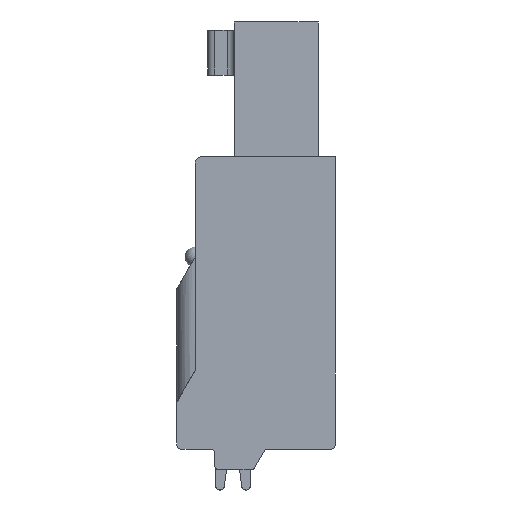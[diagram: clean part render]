
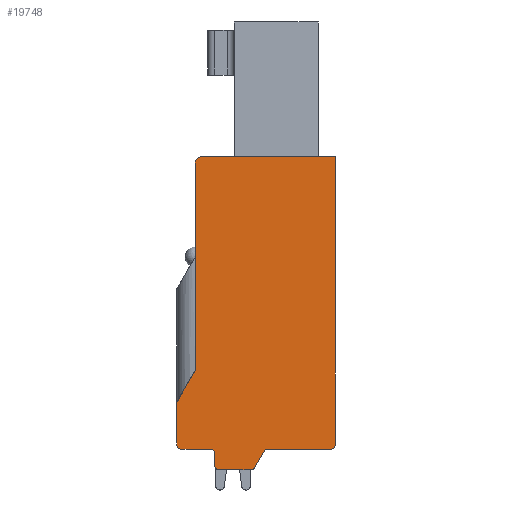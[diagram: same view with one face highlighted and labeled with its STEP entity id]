
A CAD part, front view. The second image highlights one B-rep face of the part: STEP entity #19748.
In plain terms, the highlighted planar face has unit normal (0, -1, 0).
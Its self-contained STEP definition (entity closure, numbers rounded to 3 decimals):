
#2060=DIRECTION('',(0.,0.,-1.));
#2061=VECTOR('',#2060,10.141);
#2062=CARTESIAN_POINT('',(-6.85,0.,-0.3));
#2063=LINE('',#2062,#2061);
#2349=DIRECTION('',(0.,0.,-1.));
#2350=VECTOR('',#2349,2.1);
#2351=CARTESIAN_POINT('',(-7.75,0.,-12.));
#2352=LINE('',#2351,#2350);
#2365=DIRECTION('',(1.,0.,0.));
#2366=VECTOR('',#2365,1.45);
#2367=CARTESIAN_POINT('',(-7.55,0.,-14.3));
#2368=LINE('',#2367,#2366);
#2373=DIRECTION('',(1.,0.,0.));
#2374=VECTOR('',#2373,3.107);
#2375=CARTESIAN_POINT('',(-3.307,0.,-14.3));
#2376=LINE('',#2375,#2374);
#2679=DIRECTION('',(0.,0.,1.));
#2680=VECTOR('',#2679,14.1);
#2681=CARTESIAN_POINT('',(0.,0.,-14.1));
#2682=LINE('',#2681,#2680);
#3346=DIRECTION('',(1.,0.,0.));
#3347=VECTOR('',#3346,6.55);
#3348=CARTESIAN_POINT('',(-6.55,0.,0.));
#3349=LINE('',#3348,#3347);
#3350=CARTESIAN_POINT('',(-0.2,0.,-14.1));
#3351=DIRECTION('',(0.,1.,0.));
#3352=DIRECTION('',(1.,0.,0.));
#3353=AXIS2_PLACEMENT_3D('',#3350,#3351,#3352);
#3355=CARTESIAN_POINT('',(-3.307,0.,-14.5));
#3356=DIRECTION('',(0.,-1.,0.));
#3357=DIRECTION('',(0.,0.,1.));
#3358=AXIS2_PLACEMENT_3D('',#3355,#3356,#3357);
#3360=DIRECTION('',(-0.5,0.,-0.866));
#3361=VECTOR('',#3360,0.924);
#3362=CARTESIAN_POINT('',(-3.48,0.,-14.4));
#3363=LINE('',#3362,#3361);
#3364=CARTESIAN_POINT('',(-4.115,0.,-15.1));
#3365=DIRECTION('',(0.,1.,0.));
#3366=DIRECTION('',(0.866,0.,-0.5));
#3367=AXIS2_PLACEMENT_3D('',#3364,#3365,#3366);
#3369=CARTESIAN_POINT('',(-5.7,0.,-15.1));
#3370=DIRECTION('',(0.,1.,0.));
#3371=DIRECTION('',(0.,0.,-1.));
#3372=AXIS2_PLACEMENT_3D('',#3369,#3370,#3371);
#3374=CARTESIAN_POINT('',(-6.1,0.,-14.5));
#3375=DIRECTION('',(0.,-1.,0.));
#3376=DIRECTION('',(1.,0.,0.));
#3377=AXIS2_PLACEMENT_3D('',#3374,#3375,#3376);
#3379=CARTESIAN_POINT('',(-7.55,0.,-14.1));
#3380=DIRECTION('',(0.,1.,0.));
#3381=DIRECTION('',(0.,0.,-1.));
#3382=AXIS2_PLACEMENT_3D('',#3379,#3380,#3381);
#3384=DIRECTION('',(0.5,0.,0.866));
#3385=VECTOR('',#3384,1.8);
#3386=CARTESIAN_POINT('',(-7.75,0.,-12.));
#3387=LINE('',#3386,#3385);
#3388=CARTESIAN_POINT('',(-6.55,0.,-0.3));
#3389=DIRECTION('',(0.,1.,0.));
#3390=DIRECTION('',(-1.,0.,0.));
#3391=AXIS2_PLACEMENT_3D('',#3388,#3389,#3390);
#3441=DIRECTION('',(0.,0.,-1.));
#3442=VECTOR('',#3441,0.6);
#3443=CARTESIAN_POINT('',(-5.9,0.,-14.5));
#3444=LINE('',#3443,#3442);
#3453=DIRECTION('',(1.,0.,0.));
#3454=VECTOR('',#3453,1.585);
#3455=CARTESIAN_POINT('',(-5.7,0.,-15.3));
#3456=LINE('',#3455,#3454);
#12379=CARTESIAN_POINT('',(-6.85,0.,-0.3));
#12380=VERTEX_POINT('',#12379);
#12381=CARTESIAN_POINT('',(-6.85,0.,-10.441));
#12382=VERTEX_POINT('',#12381);
#12448=CARTESIAN_POINT('',(-7.75,0.,-12.));
#12449=VERTEX_POINT('',#12448);
#12450=CARTESIAN_POINT('',(-7.75,0.,-14.1));
#12451=VERTEX_POINT('',#12450);
#12452=CARTESIAN_POINT('',(-7.55,0.,-14.3));
#12453=VERTEX_POINT('',#12452);
#12454=CARTESIAN_POINT('',(-6.1,0.,-14.3));
#12455=VERTEX_POINT('',#12454);
#12460=CARTESIAN_POINT('',(-3.307,0.,-14.3));
#12461=VERTEX_POINT('',#12460);
#12462=CARTESIAN_POINT('',(-0.2,0.,-14.3));
#12463=VERTEX_POINT('',#12462);
#12520=CARTESIAN_POINT('',(0.,0.,-14.1));
#12521=VERTEX_POINT('',#12520);
#12522=CARTESIAN_POINT('',(0.,0.,0.));
#12523=VERTEX_POINT('',#12522);
#12524=CARTESIAN_POINT('',(-6.55,0.,0.));
#12525=VERTEX_POINT('',#12524);
#12552=CARTESIAN_POINT('',(-3.48,0.,-14.4));
#12553=VERTEX_POINT('',#12552);
#12554=CARTESIAN_POINT('',(-3.942,0.,-15.2));
#12555=VERTEX_POINT('',#12554);
#12556=CARTESIAN_POINT('',(-4.115,0.,-15.3));
#12557=VERTEX_POINT('',#12556);
#12558=CARTESIAN_POINT('',(-5.7,0.,-15.3));
#12559=VERTEX_POINT('',#12558);
#12560=CARTESIAN_POINT('',(-5.9,0.,-15.1));
#12561=VERTEX_POINT('',#12560);
#12562=CARTESIAN_POINT('',(-5.9,0.,-14.5));
#12563=VERTEX_POINT('',#12562);
#19715=CARTESIAN_POINT('',(0.,0.,0.));
#19716=DIRECTION('',(0.,1.,0.));
#19717=DIRECTION('',(1.,0.,0.));
#19718=AXIS2_PLACEMENT_3D('',#19715,#19716,#19717);
#19719=PLANE('',#19718);
#19720=ORIENTED_EDGE('',*,*,#19082,.T.);
#19721=ORIENTED_EDGE('',*,*,#19053,.F.);
#19722=ORIENTED_EDGE('',*,*,#19038,.T.);
#19723=ORIENTED_EDGE('',*,*,#18643,.F.);
#19725=ORIENTED_EDGE('',*,*,#19724,.T.);
#19727=ORIENTED_EDGE('',*,*,#19726,.T.);
#19729=ORIENTED_EDGE('',*,*,#19728,.T.);
#19731=ORIENTED_EDGE('',*,*,#19730,.F.);
#19733=ORIENTED_EDGE('',*,*,#19732,.T.);
#19735=ORIENTED_EDGE('',*,*,#19734,.F.);
#19737=ORIENTED_EDGE('',*,*,#19736,.T.);
#19738=ORIENTED_EDGE('',*,*,#18635,.F.);
#19739=ORIENTED_EDGE('',*,*,#18612,.T.);
#19740=ORIENTED_EDGE('',*,*,#18597,.F.);
#19742=ORIENTED_EDGE('',*,*,#19741,.T.);
#19743=ORIENTED_EDGE('',*,*,#18251,.F.);
#19745=ORIENTED_EDGE('',*,*,#19744,.T.);
#19746=EDGE_LOOP('',(#19720,#19721,#19722,#19723,#19725,#19727,#19729,#19731,
#19733,#19735,#19737,#19738,#19739,#19740,#19742,#19743,#19745));
#19747=FACE_OUTER_BOUND('',#19746,.F.);
#3354=CIRCLE('',#3353,0.2);
#3359=CIRCLE('',#3358,0.2);
#3368=CIRCLE('',#3367,0.2);
#3373=CIRCLE('',#3372,0.2);
#3378=CIRCLE('',#3377,0.2);
#3383=CIRCLE('',#3382,0.2);
#3392=CIRCLE('',#3391,0.3);
#18251=EDGE_CURVE('',#12380,#12382,#2063,.T.);
#18597=EDGE_CURVE('',#12449,#12451,#2352,.T.);
#18612=EDGE_CURVE('',#12453,#12451,#3383,.T.);
#18635=EDGE_CURVE('',#12453,#12455,#2368,.T.);
#18643=EDGE_CURVE('',#12461,#12463,#2376,.T.);
#19038=EDGE_CURVE('',#12521,#12463,#3354,.T.);
#19053=EDGE_CURVE('',#12521,#12523,#2682,.T.);
#19082=EDGE_CURVE('',#12525,#12523,#3349,.T.);
#19724=EDGE_CURVE('',#12461,#12553,#3359,.T.);
#19726=EDGE_CURVE('',#12553,#12555,#3363,.T.);
#19728=EDGE_CURVE('',#12555,#12557,#3368,.T.);
#19730=EDGE_CURVE('',#12559,#12557,#3456,.T.);
#19732=EDGE_CURVE('',#12559,#12561,#3373,.T.);
#19734=EDGE_CURVE('',#12563,#12561,#3444,.T.);
#19736=EDGE_CURVE('',#12563,#12455,#3378,.T.);
#19741=EDGE_CURVE('',#12449,#12382,#3387,.T.);
#19744=EDGE_CURVE('',#12380,#12525,#3392,.T.);
#19748=ADVANCED_FACE('',(#19747),#19719,.F.);
